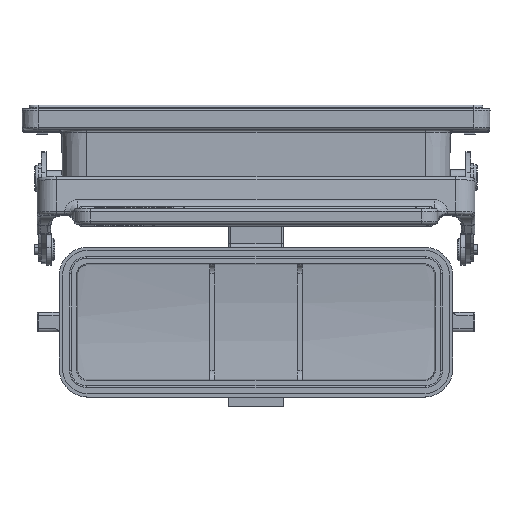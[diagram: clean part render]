
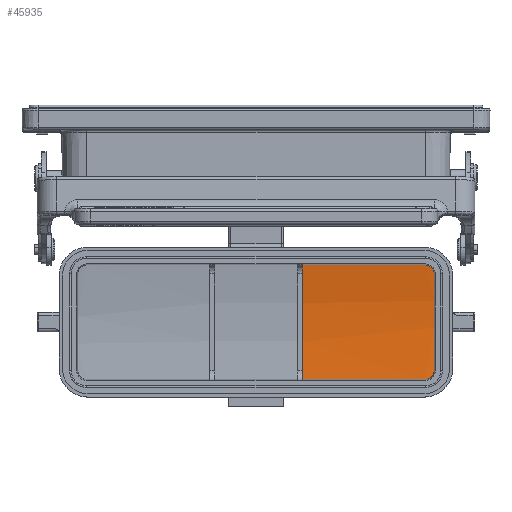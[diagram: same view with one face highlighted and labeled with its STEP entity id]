
A CAD part, top view. The second image highlights one B-rep face of the part: STEP entity #45935.
In plain terms, the highlighted cylindrical face has radius 127.858 mm (diameter 255.716 mm), a partial arc.
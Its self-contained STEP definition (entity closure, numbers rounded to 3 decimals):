
#11662=CARTESIAN_POINT('',(86.85,-38.5,56.058));
#11663=DIRECTION('',(-1.,0.,0.));
#11664=DIRECTION('',(0.,0.139,-0.99));
#11665=AXIS2_PLACEMENT_3D('',#11662,#11663,#11664);
#11758=DIRECTION('',(1.,0.,0.));
#11759=VECTOR('',#11758,38.15);
#11760=CARTESIAN_POINT('',(86.85,-20.775,-70.565));
#11761=LINE('',#11760,#11759);
#11762=CARTESIAN_POINT('',(125.,-20.775,-70.565));
#11763=CARTESIAN_POINT('',(125.241,-20.775,
-70.565));
#11764=CARTESIAN_POINT('',(125.706,-20.837,
-70.574));
#11765=CARTESIAN_POINT('',(126.37,-21.109,
-70.612));
#11766=CARTESIAN_POINT('',(126.94,-21.546,
-70.671));
#11767=CARTESIAN_POINT('',(127.379,-22.116,
-70.746));
#11768=CARTESIAN_POINT('',(127.655,-22.786,
-70.831));
#11769=CARTESIAN_POINT('',(127.717,-23.256,
-70.888));
#11770=CARTESIAN_POINT('',(127.716,-23.5,-70.917));
#11772=CARTESIAN_POINT('',(127.716,-53.5,-70.917));
#11773=CARTESIAN_POINT('',(127.717,-53.744,
-70.888));
#11774=CARTESIAN_POINT('',(127.655,-54.214,
-70.831));
#11775=CARTESIAN_POINT('',(127.379,-54.884,
-70.746));
#11776=CARTESIAN_POINT('',(126.94,-55.454,
-70.671));
#11777=CARTESIAN_POINT('',(126.37,-55.891,
-70.612));
#11778=CARTESIAN_POINT('',(125.706,-56.163,
-70.574));
#11779=CARTESIAN_POINT('',(125.241,-56.225,
-70.565));
#11780=CARTESIAN_POINT('',(125.,-56.225,-70.565));
#11782=DIRECTION('',(-1.,0.,0.));
#11783=VECTOR('',#11782,38.15);
#11784=CARTESIAN_POINT('',(125.,-56.225,-70.565));
#11785=LINE('',#11784,#11783);
#11894=CARTESIAN_POINT('',(127.716,-53.5,-70.917));
#11895=CARTESIAN_POINT('',(127.685,-43.5,-72.098));
#11896=CARTESIAN_POINT('',(127.685,-33.5,-72.098));
#11897=CARTESIAN_POINT('',(127.716,-23.5,-70.917));
#28784=CARTESIAN_POINT('',(86.85,-56.225,-70.565));
#28785=VERTEX_POINT('',#28784);
#28786=CARTESIAN_POINT('',(125.,-56.225,-70.565));
#28787=VERTEX_POINT('',#28786);
#28818=CARTESIAN_POINT('',(125.,-20.775,-70.565));
#28819=VERTEX_POINT('',#28818);
#28820=CARTESIAN_POINT('',(86.85,-20.775,-70.565));
#28821=VERTEX_POINT('',#28820);
#28832=VERTEX_POINT('',#11770);
#28833=VERTEX_POINT('',#11894);
#45919=CARTESIAN_POINT('',(133.5,-38.5,56.058));
#45920=DIRECTION('',(1.,0.,0.));
#45921=DIRECTION('',(0.,-1.,0.));
#45922=AXIS2_PLACEMENT_3D('',#45919,#45920,#45921);
#45923=CYLINDRICAL_SURFACE('',#45922,127.858);
#45924=ORIENTED_EDGE('',*,*,#45815,.F.);
#45925=ORIENTED_EDGE('',*,*,#45784,.T.);
#45927=ORIENTED_EDGE('',*,*,#45926,.T.);
#45929=ORIENTED_EDGE('',*,*,#45928,.F.);
#45931=ORIENTED_EDGE('',*,*,#45930,.T.);
#45932=ORIENTED_EDGE('',*,*,#45713,.T.);
#45933=EDGE_LOOP('',(#45924,#45925,#45927,#45929,#45931,#45932));
#45934=FACE_OUTER_BOUND('',#45933,.F.);
#45935=ADVANCED_FACE('',(#45934),#45923,.F.);
#11666=CIRCLE('',#11665,127.858);
#11771=B_SPLINE_CURVE_WITH_KNOTS('',3,(#11762,#11763,#11764,#11765,#11766,
#11767,#11768,#11769,#11770),.UNSPECIFIED.,.F.,.F.,(4,1,1,1,1,1,4),(0.,
0.167,0.333,0.5,0.667,0.833,
1.),.UNSPECIFIED.);
#11781=B_SPLINE_CURVE_WITH_KNOTS('',3,(#11772,#11773,#11774,#11775,#11776,
#11777,#11778,#11779,#11780),.UNSPECIFIED.,.F.,.F.,(4,1,1,1,1,1,4),(0.,
0.167,0.333,0.5,0.667,0.833,
1.),.UNSPECIFIED.);
#11898=B_SPLINE_CURVE_WITH_KNOTS('',3,(#11894,#11895,#11896,#11897),
.UNSPECIFIED.,.F.,.F.,(4,4),(0.,1.),.UNSPECIFIED.);
#45713=EDGE_CURVE('',#28787,#28785,#11785,.T.);
#45784=EDGE_CURVE('',#28821,#28819,#11761,.T.);
#45815=EDGE_CURVE('',#28821,#28785,#11666,.T.);
#45926=EDGE_CURVE('',#28819,#28832,#11771,.T.);
#45928=EDGE_CURVE('',#28833,#28832,#11898,.T.);
#45930=EDGE_CURVE('',#28833,#28787,#11781,.T.);
